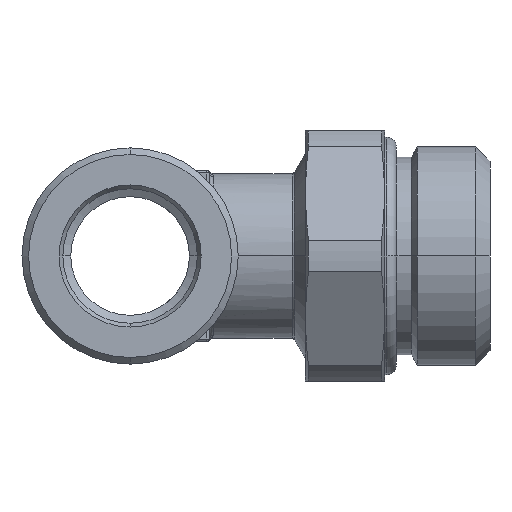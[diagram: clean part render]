
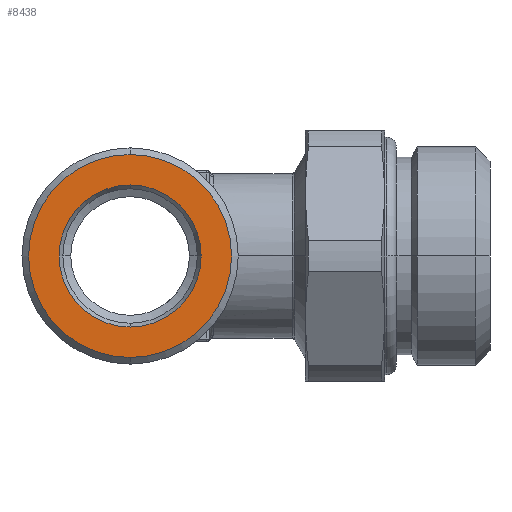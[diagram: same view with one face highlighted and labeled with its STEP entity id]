
A CAD part, left-side view. The second image highlights one B-rep face of the part: STEP entity #8438.
In plain terms, the highlighted planar face has unit normal (-1, 0, 0).
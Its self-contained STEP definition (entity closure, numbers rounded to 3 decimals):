
#2892=CARTESIAN_POINT('',(-29.6,0.,0.));
#2893=DIRECTION('',(1.,0.,0.));
#2894=DIRECTION('',(0.,0.,-1.));
#2895=AXIS2_PLACEMENT_3D('',#2892,#2893,#2894);
#2897=CARTESIAN_POINT('',(-29.6,0.,0.));
#2898=DIRECTION('',(-1.,0.,0.));
#2899=DIRECTION('',(0.,0.,-1.));
#2900=AXIS2_PLACEMENT_3D('',#2897,#2898,#2899);
#2902=CARTESIAN_POINT('',(-29.6,0.,0.));
#2903=DIRECTION('',(-1.,0.,0.));
#2904=DIRECTION('',(0.,0.,-1.));
#2905=AXIS2_PLACEMENT_3D('',#2902,#2903,#2904);
#2915=CARTESIAN_POINT('',(-29.6,0.,0.));
#2916=DIRECTION('',(1.,0.,0.));
#2917=DIRECTION('',(0.,0.,-1.));
#2918=AXIS2_PLACEMENT_3D('',#2915,#2916,#2917);
#3293=CARTESIAN_POINT('',(-29.6,0.,-5.389));
#3295=VERTEX_POINT('',#3293);
#3296=CARTESIAN_POINT('',(-29.6,0.,-7.7));
#3298=VERTEX_POINT('',#3296);
#3303=CARTESIAN_POINT('',(-29.6,0.,5.389));
#3305=VERTEX_POINT('',#3303);
#3306=CARTESIAN_POINT('',(-29.6,0.,7.7));
#3308=VERTEX_POINT('',#3306);
#8423=CARTESIAN_POINT('',(-29.6,0.,0.));
#8424=DIRECTION('',(-1.,0.,0.));
#8425=DIRECTION('',(0.,0.,1.));
#8426=AXIS2_PLACEMENT_3D('',#8423,#8424,#8425);
#8427=PLANE('',#8426);
#8429=ORIENTED_EDGE('',*,*,#8428,.F.);
#8431=ORIENTED_EDGE('',*,*,#8430,.T.);
#8432=EDGE_LOOP('',(#8429,#8431));
#8433=FACE_OUTER_BOUND('',#8432,.F.);
#8434=ORIENTED_EDGE('',*,*,#8416,.F.);
#8435=ORIENTED_EDGE('',*,*,#8405,.T.);
#8436=EDGE_LOOP('',(#8434,#8435));
#8437=FACE_BOUND('',#8436,.F.);
#8438=ADVANCED_FACE('',(#8433,#8437),#8427,.T.);
#2896=CIRCLE('',#2895,5.389);
#2901=CIRCLE('',#2900,5.389);
#2906=CIRCLE('',#2905,7.7);
#2919=CIRCLE('',#2918,7.7);
#8405=EDGE_CURVE('',#3295,#3305,#2901,.T.);
#8416=EDGE_CURVE('',#3295,#3305,#2896,.T.);
#8428=EDGE_CURVE('',#3298,#3308,#2906,.T.);
#8430=EDGE_CURVE('',#3298,#3308,#2919,.T.);
